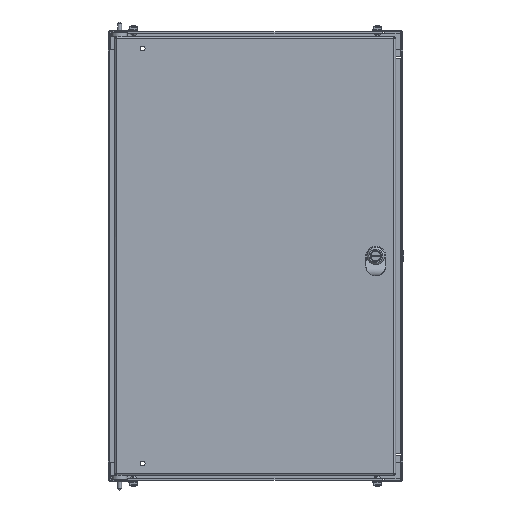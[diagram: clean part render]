
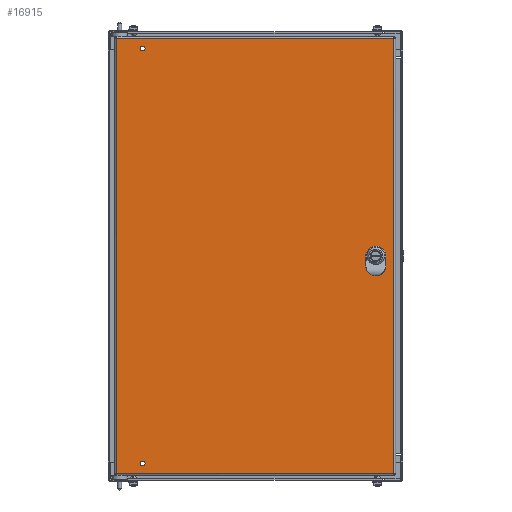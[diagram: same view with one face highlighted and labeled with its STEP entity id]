
A CAD part, top view. The second image highlights one B-rep face of the part: STEP entity #16915.
In plain terms, the highlighted planar face has unit normal (0, 0, 1).
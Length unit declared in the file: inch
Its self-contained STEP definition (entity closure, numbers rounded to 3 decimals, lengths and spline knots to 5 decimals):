
#3650 = AXIS2_PLACEMENT_3D ( 'NONE', #172683, #89124, #4590 ) ;
#3785 = CARTESIAN_POINT ( 'NONE',  ( -11.62665, 17.6185, 0.074 ) ) ;
#4226 = VERTEX_POINT ( 'NONE', #180055 ) ;
#4590 = DIRECTION ( 'NONE',  ( -0.471, 0.882, 0. ) ) ;
#5705 = ORIENTED_EDGE ( 'NONE', *, *, #167172, .T. ) ;
#6693 = ORIENTED_EDGE ( 'NONE', *, *, #170379, .T. ) ;
#10049 = ORIENTED_EDGE ( 'NONE', *, *, #174603, .T. ) ;
#11073 = DIRECTION ( 'NONE',  ( 0., 0., -1. ) ) ;
#13171 = CARTESIAN_POINT ( 'NONE',  ( 4.11185, -9.27625, 0.074 ) ) ;
#14978 = DIRECTION ( 'NONE',  ( 0., 1., 0. ) ) ;
#16915 = ADVANCED_FACE ( 'NONE', ( #71160, #171487, #70866, #70830 ), #119658, .T. ) ;
#22244 = CARTESIAN_POINT ( 'NONE',  ( -0.95219, 4.094, 0.074 ) ) ;
#23141 = ORIENTED_EDGE ( 'NONE', *, *, #170934, .T. ) ;
#26458 = CIRCLE ( 'NONE', #54030, 0.15625 ) ;
#27028 = VERTEX_POINT ( 'NONE', #13171 ) ;
#27054 = VECTOR ( 'NONE', #133862, 39.37008 ) ;
#28118 = VERTEX_POINT ( 'NONE', #102773 ) ;
#28781 = LINE ( 'NONE', #147793, #27054 ) ;
#29700 = AXIS2_PLACEMENT_3D ( 'NONE', #164192, #80572, #178144 ) ;
#30007 = CARTESIAN_POINT ( 'NONE',  ( -0.73859, 4.893, 0.074 ) ) ;
#32756 = ORIENTED_EDGE ( 'NONE', *, *, #168233, .T. ) ;
#34663 = VERTEX_POINT ( 'NONE', #102076 ) ;
#35383 = CIRCLE ( 'NONE', #56463, 0.15625 ) ;
#36349 = ORIENTED_EDGE ( 'NONE', *, *, #166348, .T. ) ;
#37658 = CIRCLE ( 'NONE', #162695, 0.15625 ) ;
#41012 = LINE ( 'NONE', #61764, #41196 ) ;
#41196 = VECTOR ( 'NONE', #75909, 39.37008 ) ;
#42634 = VERTEX_POINT ( 'NONE', #118066 ) ;
#45799 = CARTESIAN_POINT ( 'NONE',  ( 2.9671, 4.4935, 0.074 ) ) ;
#45985 = CIRCLE ( 'NONE', #163777, 0.15625 ) ;
#47939 = CIRCLE ( 'NONE', #78221, 0.453 ) ;
#52498 = VERTEX_POINT ( 'NONE', #124255 ) ;
#53811 = ORIENTED_EDGE ( 'NONE', *, *, #177513, .T. ) ;
#54030 = AXIS2_PLACEMENT_3D ( 'NONE', #151216, #67520, #165307 ) ;
#56463 = AXIS2_PLACEMENT_3D ( 'NONE', #161031, #77372, #175026 ) ;
#59891 = VERTEX_POINT ( 'NONE', #113248 ) ;
#59958 = DIRECTION ( 'NONE',  ( -0.882, -0.471, 0. ) ) ;
#61764 = CARTESIAN_POINT ( 'NONE',  ( 4.11185, -2.39138, 0.074 ) ) ;
#61879 = VECTOR ( 'NONE', #66605, 39.37008 ) ;
#64798 = CARTESIAN_POINT ( 'NONE',  ( -9.04278, -9.27625, 0.074 ) ) ;
#64878 = CARTESIAN_POINT ( 'NONE',  ( 2.7536, 4.893, 0.074 ) ) ;
#66605 = DIRECTION ( 'NONE',  ( 1., 0., 0. ) ) ;
#67520 = DIRECTION ( 'NONE',  ( 0., 0., -1. ) ) ;
#69011 = VECTOR ( 'NONE', #176146, 39.37008 ) ;
#69348 = LINE ( 'NONE', #175557, #69011 ) ;
#70687 = LINE ( 'NONE', #76814, #71385 ) ;
#70830 = FACE_OUTER_BOUND ( 'NONE', #163658, .T. ) ;
#70866 = FACE_BOUND ( 'NONE', #133217, .T. ) ;
#71160 = FACE_BOUND ( 'NONE', #166278, .T. ) ;
#71385 = VECTOR ( 'NONE', #104980, 39.37008 ) ;
#75909 = DIRECTION ( 'NONE',  ( 0., 1., 0. ) ) ;
#76814 = CARTESIAN_POINT ( 'NONE',  ( -0.27303, 18.26325, 0.074 ) ) ;
#77372 = DIRECTION ( 'NONE',  ( 0., 0., -1. ) ) ;
#78221 = AXIS2_PLACEMENT_3D ( 'NONE', #45799, #143714, #59958 ) ;
#78374 = ORIENTED_EDGE ( 'NONE', *, *, #163420, .T. ) ;
#78754 = CARTESIAN_POINT ( 'NONE',  ( -11.7829, -8.6315, 0.074 ) ) ;
#79724 = CIRCLE ( 'NONE', #178114, 0.453 ) ;
#79941 = CARTESIAN_POINT ( 'NONE',  ( -11.7829, 17.6185, 0.074 ) ) ;
#80030 = VERTEX_POINT ( 'NONE', #152507 ) ;
#80572 = DIRECTION ( 'NONE',  ( 0., 0., -1. ) ) ;
#85428 = ORIENTED_EDGE ( 'NONE', *, *, #166656, .T. ) ;
#86145 = AXIS2_PLACEMENT_3D ( 'NONE', #149568, #148376, #141563 ) ;
#86382 = VERTEX_POINT ( 'NONE', #147872 ) ;
#86835 = VERTEX_POINT ( 'NONE', #154556 ) ;
#87344 = VERTEX_POINT ( 'NONE', #172233 ) ;
#88891 = CARTESIAN_POINT ( 'NONE',  ( -11.62665, -8.6315, 0.074 ) ) ;
#89124 = DIRECTION ( 'NONE',  ( 0., 0., -1. ) ) ;
#89618 = VECTOR ( 'NONE', #120489, 39.37008 ) ;
#89798 = LINE ( 'NONE', #22244, #89618 ) ;
#92041 = EDGE_LOOP ( 'NONE', ( #92221, #78374 ) ) ;
#92221 = ORIENTED_EDGE ( 'NONE', *, *, #170149, .T. ) ;
#92826 = DIRECTION ( 'NONE',  ( -1., 0., 0. ) ) ;
#94047 = DIRECTION ( 'NONE',  ( -1., 0., 0. ) ) ;
#95492 = CARTESIAN_POINT ( 'NONE',  ( 2.9671, 4.4935, 0.074 ) ) ;
#98384 = ORIENTED_EDGE ( 'NONE', *, *, #168772, .T. ) ;
#99355 = CARTESIAN_POINT ( 'NONE',  ( 2.5676, 4.60028, 0.074 ) ) ;
#101714 = LINE ( 'NONE', #30007, #123763 ) ;
#102076 = CARTESIAN_POINT ( 'NONE',  ( 2.5676, 4.70706, 0.074 ) ) ;
#102773 = CARTESIAN_POINT ( 'NONE',  ( 3.18066, 4.094, 0.074 ) ) ;
#104980 = DIRECTION ( 'NONE',  ( -1., 0., 0. ) ) ;
#105379 = LINE ( 'NONE', #64798, #61879 ) ;
#107034 = CIRCLE ( 'NONE', #29700, 0.453 ) ;
#109573 = DIRECTION ( 'NONE',  ( 0.471, -0.882, 0. ) ) ;
#112390 = VECTOR ( 'NONE', #14978, 39.37008 ) ;
#113248 = CARTESIAN_POINT ( 'NONE',  ( -11.93915, -8.6315, 0.074 ) ) ;
#115153 = CARTESIAN_POINT ( 'NONE',  ( 3.3666, 4.27993, 0.074 ) ) ;
#118066 = CARTESIAN_POINT ( 'NONE',  ( -13.42765, 18.26325, 0.074 ) ) ;
#119658 = PLANE ( 'NONE',  #86145 ) ;
#120489 = DIRECTION ( 'NONE',  ( -1., 0., 0. ) ) ;
#123763 = VECTOR ( 'NONE', #156243, 39.37008 ) ;
#124255 = CARTESIAN_POINT ( 'NONE',  ( 4.11185, 18.26325, 0.074 ) ) ;
#126908 = CIRCLE ( 'NONE', #3650, 0.453 ) ;
#133217 = EDGE_LOOP ( 'NONE', ( #6693, #176912 ) ) ;
#133298 = CARTESIAN_POINT ( 'NONE',  ( 2.5676, 4.27993, 0.074 ) ) ;
#133729 = VERTEX_POINT ( 'NONE', #64878 ) ;
#133862 = DIRECTION ( 'NONE',  ( 0., -1., 0. ) ) ;
#141563 = DIRECTION ( 'NONE',  ( 1., 0., 0. ) ) ;
#143714 = DIRECTION ( 'NONE',  ( 0., 0., -1. ) ) ;
#147793 = CARTESIAN_POINT ( 'NONE',  ( -13.42765, 11.37837, 0.074 ) ) ;
#147872 = CARTESIAN_POINT ( 'NONE',  ( 3.18072, 4.893, 0.074 ) ) ;
#148205 = ORIENTED_EDGE ( 'NONE', *, *, #165801, .T. ) ;
#148376 = DIRECTION ( 'NONE',  ( 0., 0., 1. ) ) ;
#149568 = CARTESIAN_POINT ( 'NONE',  ( -4.6579, 4.4935, 0.074 ) ) ;
#151216 = CARTESIAN_POINT ( 'NONE',  ( -11.7829, -8.6315, 0.074 ) ) ;
#152507 = CARTESIAN_POINT ( 'NONE',  ( 3.3666, 4.70706, 0.074 ) ) ;
#154556 = CARTESIAN_POINT ( 'NONE',  ( -13.42765, -9.27625, 0.074 ) ) ;
#156243 = DIRECTION ( 'NONE',  ( 1., 0., 0. ) ) ;
#160056 = ORIENTED_EDGE ( 'NONE', *, *, #167694, .T. ) ;
#161031 = CARTESIAN_POINT ( 'NONE',  ( -11.7829, 17.6185, 0.074 ) ) ;
#162695 = AXIS2_PLACEMENT_3D ( 'NONE', #79941, #177524, #94047 ) ;
#163154 = EDGE_CURVE ( 'NONE', #175622, #4226, #35383, .T. ) ;
#163420 = EDGE_CURVE ( 'NONE', #176443, #59891, #26458, .T. ) ;
#163472 = ORIENTED_EDGE ( 'NONE', *, *, #180370, .T. ) ;
#163658 = EDGE_LOOP ( 'NONE', ( #23141, #10049, #53811, #163472 ) ) ;
#163697 = LINE ( 'NONE', #99355, #112390 ) ;
#163777 = AXIS2_PLACEMENT_3D ( 'NONE', #78754, #176332, #92826 ) ;
#164192 = CARTESIAN_POINT ( 'NONE',  ( 2.96707, 4.49354, 0.074 ) ) ;
#165307 = DIRECTION ( 'NONE',  ( -1., 0., 0. ) ) ;
#165801 = EDGE_CURVE ( 'NONE', #86382, #80030, #107034, .T. ) ;
#166278 = EDGE_LOOP ( 'NONE', ( #148205, #178538, #98384, #32756, #160056, #5705, #85428, #36349 ) ) ;
#166348 = EDGE_CURVE ( 'NONE', #133729, #86382, #101714, .T. ) ;
#166656 = EDGE_CURVE ( 'NONE', #34663, #133729, #126908, .T. ) ;
#167172 = EDGE_CURVE ( 'NONE', #172964, #34663, #163697, .T. ) ;
#167694 = EDGE_CURVE ( 'NONE', #87344, #172964, #47939, .T. ) ;
#168233 = EDGE_CURVE ( 'NONE', #28118, #87344, #89798, .T. ) ;
#168772 = EDGE_CURVE ( 'NONE', #176238, #28118, #79724, .T. ) ;
#169327 = EDGE_CURVE ( 'NONE', #80030, #176238, #69348, .T. ) ;
#170149 = EDGE_CURVE ( 'NONE', #59891, #176443, #45985, .T. ) ;
#170379 = EDGE_CURVE ( 'NONE', #4226, #175622, #37658, .T. ) ;
#170934 = EDGE_CURVE ( 'NONE', #42634, #86835, #28781, .T. ) ;
#171487 = FACE_BOUND ( 'NONE', #92041, .T. ) ;
#172233 = CARTESIAN_POINT ( 'NONE',  ( 2.75353, 4.094, 0.074 ) ) ;
#172683 = CARTESIAN_POINT ( 'NONE',  ( 2.96707, 4.49345, 0.074 ) ) ;
#172964 = VERTEX_POINT ( 'NONE', #133298 ) ;
#174603 = EDGE_CURVE ( 'NONE', #86835, #27028, #105379, .T. ) ;
#175026 = DIRECTION ( 'NONE',  ( -1., 0., 0. ) ) ;
#175557 = CARTESIAN_POINT ( 'NONE',  ( 3.3666, 4.38671, 0.074 ) ) ;
#175622 = VERTEX_POINT ( 'NONE', #3785 ) ;
#176146 = DIRECTION ( 'NONE',  ( 0., -1., 0. ) ) ;
#176238 = VERTEX_POINT ( 'NONE', #115153 ) ;
#176332 = DIRECTION ( 'NONE',  ( 0., 0., -1. ) ) ;
#176443 = VERTEX_POINT ( 'NONE', #88891 ) ;
#176912 = ORIENTED_EDGE ( 'NONE', *, *, #163154, .T. ) ;
#177513 = EDGE_CURVE ( 'NONE', #27028, #52498, #41012, .T. ) ;
#177524 = DIRECTION ( 'NONE',  ( 0., 0., -1. ) ) ;
#178114 = AXIS2_PLACEMENT_3D ( 'NONE', #95492, #11073, #109573 ) ;
#178144 = DIRECTION ( 'NONE',  ( 0.882, 0.471, 0. ) ) ;
#178538 = ORIENTED_EDGE ( 'NONE', *, *, #169327, .T. ) ;
#180055 = CARTESIAN_POINT ( 'NONE',  ( -11.93915, 17.6185, 0.074 ) ) ;
#180370 = EDGE_CURVE ( 'NONE', #52498, #42634, #70687, .T. ) ;
